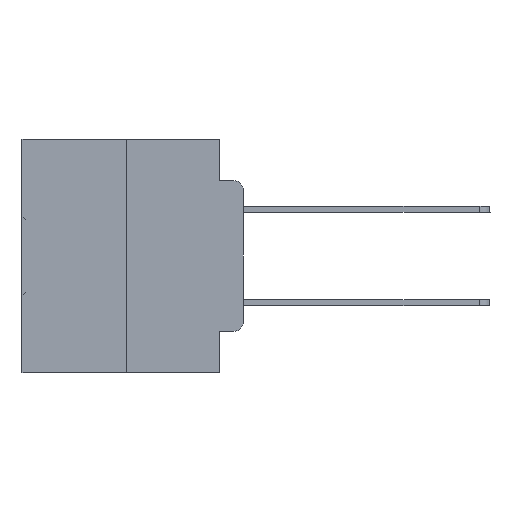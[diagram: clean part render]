
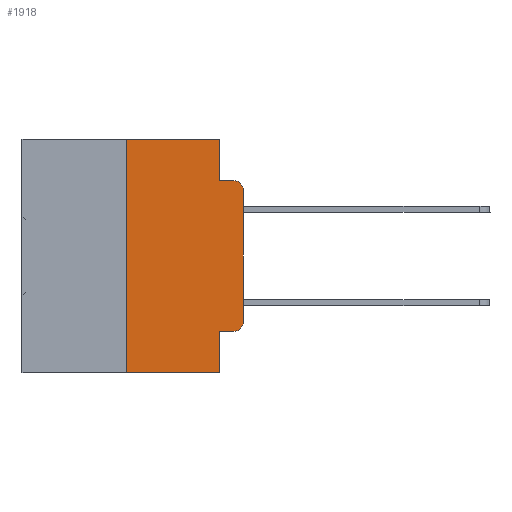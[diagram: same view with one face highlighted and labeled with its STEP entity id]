
A CAD part, left-side view. The second image highlights one B-rep face of the part: STEP entity #1918.
In plain terms, the highlighted planar face has unit normal (-1, 0, 0).
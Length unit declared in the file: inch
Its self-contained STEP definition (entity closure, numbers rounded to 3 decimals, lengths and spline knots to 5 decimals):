
#120 = DIRECTION ( 'NONE',  ( -1., 0., 0. ) ) ;
#499 = DIRECTION ( 'NONE',  ( 0., 0., -1. ) ) ;
#641 = CARTESIAN_POINT ( 'NONE',  ( 0., 0., -0.3915 ) ) ;
#1918 = ADVANCED_FACE ( 'NONE', ( #5636 ), #16392, .F. ) ;
#2148 = DIRECTION ( 'NONE',  ( 0., -1., 0. ) ) ;
#2252 = CARTESIAN_POINT ( 'NONE',  ( 0., 0.051, -0.0885 ) ) ;
#2346 = LINE ( 'NONE', #15516, #14898 ) ;
#2392 = EDGE_CURVE ( 'NONE', #3973, #3849, #16118, .T. ) ;
#2465 = AXIS2_PLACEMENT_3D ( 'NONE', #10234, #13428, #499 ) ;
#2807 = VECTOR ( 'NONE', #29711, 39.37008 ) ;
#2869 = EDGE_CURVE ( 'NONE', #27956, #3150, #2346, .T. ) ;
#2942 = AXIS2_PLACEMENT_3D ( 'NONE', #29386, #31653, #26562 ) ;
#3150 = VERTEX_POINT ( 'NONE', #14109 ) ;
#3704 = CIRCLE ( 'NONE', #14348, 0.02 ) ;
#3849 = VERTEX_POINT ( 'NONE', #22409 ) ;
#3973 = VERTEX_POINT ( 'NONE', #28209 ) ;
#4712 = LINE ( 'NONE', #26474, #32601 ) ;
#5506 = LINE ( 'NONE', #13489, #5887 ) ;
#5636 = FACE_OUTER_BOUND ( 'NONE', #21579, .T. ) ;
#5877 = ORIENTED_EDGE ( 'NONE', *, *, #18595, .T. ) ;
#5887 = VECTOR ( 'NONE', #26361, 39.37008 ) ;
#6710 = ORIENTED_EDGE ( 'NONE', *, *, #22982, .F. ) ;
#7280 = CARTESIAN_POINT ( 'NONE',  ( 0., 0.051, -0.5 ) ) ;
#7646 = CARTESIAN_POINT ( 'NONE',  ( 0., 0.02, -0.4115 ) ) ;
#8132 = VERTEX_POINT ( 'NONE', #25935 ) ;
#8378 = VERTEX_POINT ( 'NONE', #7280 ) ;
#8796 = EDGE_CURVE ( 'NONE', #8132, #3849, #17127, .T. ) ;
#8801 = EDGE_CURVE ( 'NONE', #32008, #25667, #30899, .T. ) ;
#9098 = CARTESIAN_POINT ( 'NONE',  ( 0., 0., 0. ) ) ;
#9671 = ORIENTED_EDGE ( 'NONE', *, *, #2869, .F. ) ;
#10098 = ORIENTED_EDGE ( 'NONE', *, *, #23144, .T. ) ;
#10234 = CARTESIAN_POINT ( 'NONE',  ( 0., 0.02, -0.1085 ) ) ;
#10251 = VECTOR ( 'NONE', #2148, 39.37008 ) ;
#10284 = DIRECTION ( 'NONE',  ( 0., 0., -1. ) ) ;
#12050 = CARTESIAN_POINT ( 'NONE',  ( 0., 0.051, 0. ) ) ;
#12120 = LINE ( 'NONE', #29485, #2807 ) ;
#12916 = ORIENTED_EDGE ( 'NONE', *, *, #21734, .F. ) ;
#13428 = DIRECTION ( 'NONE',  ( -1., 0., 0. ) ) ;
#13489 = CARTESIAN_POINT ( 'NONE',  ( 0., 0.473, -0.5 ) ) ;
#14109 = CARTESIAN_POINT ( 'NONE',  ( 0., 0.25, 0. ) ) ;
#14348 = AXIS2_PLACEMENT_3D ( 'NONE', #23620, #120, #10284 ) ;
#14362 = VERTEX_POINT ( 'NONE', #12050 ) ;
#14898 = VECTOR ( 'NONE', #28070, 39.37008 ) ;
#15516 = CARTESIAN_POINT ( 'NONE',  ( 0., 0.25, 0. ) ) ;
#16118 = LINE ( 'NONE', #2252, #25439 ) ;
#16392 = PLANE ( 'NONE',  #2942 ) ;
#16500 = EDGE_CURVE ( 'NONE', #32008, #8378, #12120, .T. ) ;
#17127 = CIRCLE ( 'NONE', #2465, 0.02 ) ;
#17400 = ORIENTED_EDGE ( 'NONE', *, *, #30329, .T. ) ;
#17618 = CARTESIAN_POINT ( 'NONE',  ( 0., 0.051, -0.4115 ) ) ;
#18595 = EDGE_CURVE ( 'NONE', #27576, #8132, #21943, .T. ) ;
#20187 = LINE ( 'NONE', #33500, #29854 ) ;
#21579 = EDGE_LOOP ( 'NONE', ( #5877, #23132, #32887, #12916, #6710, #9671, #10098, #23350, #30423, #17400 ) ) ;
#21734 = EDGE_CURVE ( 'NONE', #14362, #3973, #20187, .T. ) ;
#21943 = LINE ( 'NONE', #9098, #31644 ) ;
#22409 = CARTESIAN_POINT ( 'NONE',  ( 0., 0.02, -0.0885 ) ) ;
#22982 = EDGE_CURVE ( 'NONE', #3150, #14362, #4712, .T. ) ;
#23132 = ORIENTED_EDGE ( 'NONE', *, *, #8796, .T. ) ;
#23144 = EDGE_CURVE ( 'NONE', #27956, #8378, #5506, .T. ) ;
#23264 = DIRECTION ( 'NONE',  ( 0., -1., 0. ) ) ;
#23350 = ORIENTED_EDGE ( 'NONE', *, *, #16500, .F. ) ;
#23620 = CARTESIAN_POINT ( 'NONE',  ( 0., 0.02, -0.3915 ) ) ;
#25439 = VECTOR ( 'NONE', #23264, 39.37008 ) ;
#25495 = CARTESIAN_POINT ( 'NONE',  ( 0., 0.25, -0.5 ) ) ;
#25667 = VERTEX_POINT ( 'NONE', #7646 ) ;
#25935 = CARTESIAN_POINT ( 'NONE',  ( 0., 0., -0.1085 ) ) ;
#26361 = DIRECTION ( 'NONE',  ( 0., -1., 0. ) ) ;
#26474 = CARTESIAN_POINT ( 'NONE',  ( 0., 0.473, 0. ) ) ;
#26562 = DIRECTION ( 'NONE',  ( 0., 0., -1. ) ) ;
#27576 = VERTEX_POINT ( 'NONE', #641 ) ;
#27956 = VERTEX_POINT ( 'NONE', #25495 ) ;
#28070 = DIRECTION ( 'NONE',  ( 0., 0., 1. ) ) ;
#28209 = CARTESIAN_POINT ( 'NONE',  ( 0., 0.051, -0.0885 ) ) ;
#28417 = DIRECTION ( 'NONE',  ( 0., 0., -1. ) ) ;
#29182 = DIRECTION ( 'NONE',  ( 0., -1., 0. ) ) ;
#29386 = CARTESIAN_POINT ( 'NONE',  ( 0., 0.473, 0. ) ) ;
#29485 = CARTESIAN_POINT ( 'NONE',  ( 0., 0.051, 0. ) ) ;
#29711 = DIRECTION ( 'NONE',  ( 0., 0., -1. ) ) ;
#29854 = VECTOR ( 'NONE', #28417, 39.37008 ) ;
#30033 = DIRECTION ( 'NONE',  ( 0., 0., 1. ) ) ;
#30215 = CARTESIAN_POINT ( 'NONE',  ( 0., 0.051, -0.4115 ) ) ;
#30329 = EDGE_CURVE ( 'NONE', #25667, #27576, #3704, .T. ) ;
#30423 = ORIENTED_EDGE ( 'NONE', *, *, #8801, .T. ) ;
#30899 = LINE ( 'NONE', #17618, #10251 ) ;
#31644 = VECTOR ( 'NONE', #30033, 39.37008 ) ;
#31653 = DIRECTION ( 'NONE',  ( 1., 0., 0. ) ) ;
#32008 = VERTEX_POINT ( 'NONE', #30215 ) ;
#32601 = VECTOR ( 'NONE', #29182, 39.37008 ) ;
#32887 = ORIENTED_EDGE ( 'NONE', *, *, #2392, .F. ) ;
#33500 = CARTESIAN_POINT ( 'NONE',  ( 0., 0.051, 0. ) ) ;
